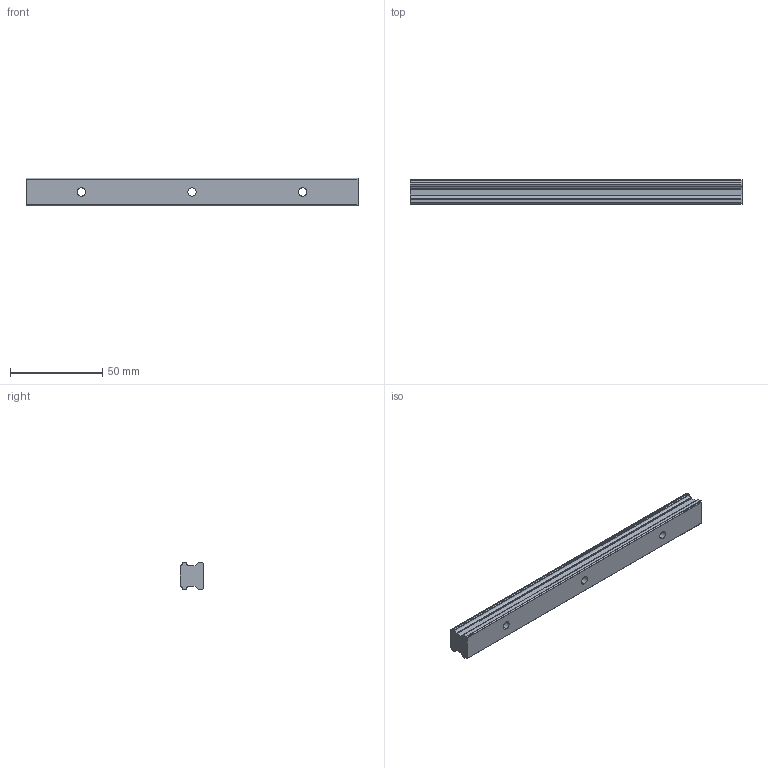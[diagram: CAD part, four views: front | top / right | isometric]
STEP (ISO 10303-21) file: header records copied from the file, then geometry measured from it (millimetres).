
FILE_DESCRIPTION (( 'STEP AP214' ), '1' );
FILE_NAME ('SHS15 180L G30.STEP', '2021-05-25T09:12:31', ( '' ), ( '' ), 'SwSTEP 2.0', 'SolidWorks 2021', '' );
FILE_SCHEMA (( 'AUTOMOTIVE_DESIGN' ));
Length unit declared in the file: millimetre
Products named in the file (2): _SHS15C18030 Track; SHS15 180L G30
Assembly tree (1 placements, depth 2):
  SHS15 180L G30
    _SHS15C18030 Track
Bounding box: 180 x 13 x 15 mm (x, y, z)
Volume: 29109.7 mm3; surface area: 11128.3 mm2
Topology: 1 solids, 1 shells, 60 faces, 165 edges, 110 vertices
Faces by surface type: cylinder 35, plane 25
Entity records: 2017 total; most frequent: DIRECTION 363, CARTESIAN_POINT 339, ORIENTED_EDGE 330, EDGE_CURVE 165, AXIS2_PLACEMENT_3D 134, VERTEX_POINT 110, LINE 95, VECTOR 95
